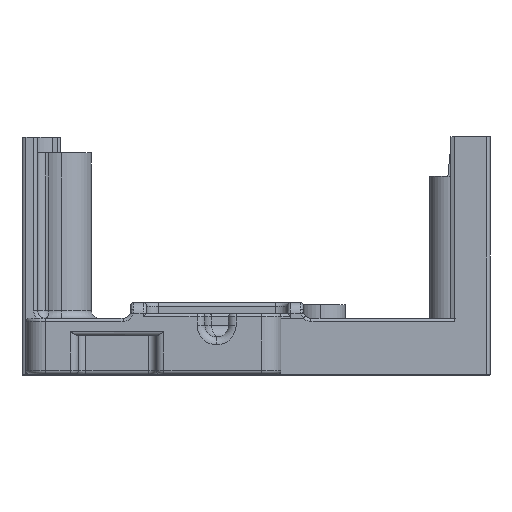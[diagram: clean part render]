
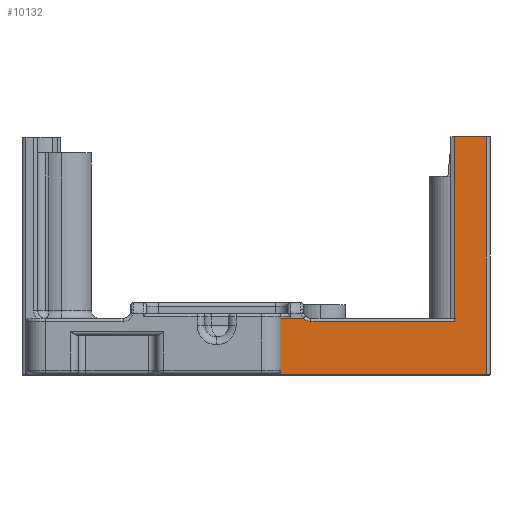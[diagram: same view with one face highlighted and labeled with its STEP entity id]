
A CAD part, top view. The second image highlights one B-rep face of the part: STEP entity #10132.
In plain terms, the highlighted planar face has unit normal (0, 0, 1).
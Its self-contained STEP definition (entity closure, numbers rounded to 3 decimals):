
#170 = DIRECTION ( 'NONE',  ( 1., 0., 0. ) ) ;
#579 = VECTOR ( 'NONE', #15922, 1000. ) ;
#892 = CARTESIAN_POINT ( 'NONE',  ( 6.05, 7.219, 36.514 ) ) ;
#1219 = LINE ( 'NONE', #17726, #579 ) ;
#1897 = VERTEX_POINT ( 'NONE', #2778 ) ;
#1903 = CARTESIAN_POINT ( 'NONE',  ( 29.5, 0., 36.514 ) ) ;
#2290 = DIRECTION ( 'NONE',  ( 1., 0., 0. ) ) ;
#2576 = CARTESIAN_POINT ( 'NONE',  ( 2.7, 0., 36.514 ) ) ;
#2671 = VECTOR ( 'NONE', #4810, 1000. ) ;
#2778 = CARTESIAN_POINT ( 'NONE',  ( 29.5, 30.5, 36.514 ) ) ;
#2925 = CARTESIAN_POINT ( 'NONE',  ( 3.2, 0.5, 36.514 ) ) ;
#3058 = B_SPLINE_CURVE_WITH_KNOTS ( 'NONE', 3,
 ( #7833, #6030, #11666, #17277, #9862, #22291, #4117, #9990, #17034, #892 ),
 .UNSPECIFIED., .F., .F.,
 ( 4, 3, 3, 4 ),
 ( 0., 0., 0., 0. ),
 .UNSPECIFIED. ) ;
#3980 = CARTESIAN_POINT ( 'NONE',  ( 3.2, 7.2, 36.514 ) ) ;
#3996 = VECTOR ( 'NONE', #20993, 1000. ) ;
#4117 = CARTESIAN_POINT ( 'NONE',  ( 6.05, 7.219, 36.514 ) ) ;
#4167 = CARTESIAN_POINT ( 'NONE',  ( 30., 30.5, 36.514 ) ) ;
#4330 = CARTESIAN_POINT ( 'NONE',  ( 6.05, 7.219, 36.514 ) ) ;
#4664 = DIRECTION ( 'NONE',  ( -1., 0., 0. ) ) ;
#4810 = DIRECTION ( 'NONE',  ( 0., 1., 0. ) ) ;
#5070 = EDGE_CURVE ( 'NONE', #18442, #5672, #14587, .T. ) ;
#5237 = EDGE_CURVE ( 'NONE', #5672, #7819, #15223, .T. ) ;
#5393 = CARTESIAN_POINT ( 'NONE',  ( 6.05, 7.22, 36.514 ) ) ;
#5403 = FACE_OUTER_BOUND ( 'NONE', #11320, .T. ) ;
#5438 = CARTESIAN_POINT ( 'NONE',  ( 3.2, 0., 36.514 ) ) ;
#5672 = VERTEX_POINT ( 'NONE', #2925 ) ;
#6030 = CARTESIAN_POINT ( 'NONE',  ( 6.05, 7.22, 36.514 ) ) ;
#6350 = DIRECTION ( 'NONE',  ( 0., 1., 0. ) ) ;
#7066 = DIRECTION ( 'NONE',  ( 0., -1., 0. ) ) ;
#7188 = ORIENTED_EDGE ( 'NONE', *, *, #14466, .T. ) ;
#7236 = EDGE_CURVE ( 'NONE', #13763, #16263, #1219, .T. ) ;
#7316 = VERTEX_POINT ( 'NONE', #5393 ) ;
#7566 = EDGE_CURVE ( 'NONE', #17055, #1897, #10599, .T. ) ;
#7819 = VERTEX_POINT ( 'NONE', #2576 ) ;
#7833 = CARTESIAN_POINT ( 'NONE',  ( 6.05, 7.22, 36.514 ) ) ;
#7947 = DIRECTION ( 'NONE',  ( -1., 0., 0. ) ) ;
#8042 = CARTESIAN_POINT ( 'NONE',  ( 3.2, 7.2, 36.514 ) ) ;
#8055 = ORIENTED_EDGE ( 'NONE', *, *, #5070, .T. ) ;
#8115 = AXIS2_PLACEMENT_3D ( 'NONE', #8655, #19755, #19646 ) ;
#8655 = CARTESIAN_POINT ( 'NONE',  ( 3.2, 7.2, 36.514 ) ) ;
#8963 = VECTOR ( 'NONE', #2290, 1000. ) ;
#9312 = DIRECTION ( 'NONE',  ( 1., 0., 0. ) ) ;
#9751 = CARTESIAN_POINT ( 'NONE',  ( 7.05, 8.2, 36.514 ) ) ;
#9862 = CARTESIAN_POINT ( 'NONE',  ( 6.05, 7.22, 36.514 ) ) ;
#9990 = CARTESIAN_POINT ( 'NONE',  ( 6.05, 7.219, 36.514 ) ) ;
#10132 = ADVANCED_FACE ( 'NONE', ( #5403 ), #21779, .F. ) ;
#10599 = LINE ( 'NONE', #14418, #17869 ) ;
#11156 = VECTOR ( 'NONE', #170, 1000. ) ;
#11170 = VERTEX_POINT ( 'NONE', #15962 ) ;
#11320 = EDGE_LOOP ( 'NONE', ( #15140, #17244, #19053, #16130, #8055, #13050, #18425, #19059, #22677, #7188, #13043 ) ) ;
#11440 = EDGE_CURVE ( 'NONE', #7316, #22404, #3058, .T. ) ;
#11666 = CARTESIAN_POINT ( 'NONE',  ( 6.05, 7.22, 36.514 ) ) ;
#12494 = LINE ( 'NONE', #5438, #11156 ) ;
#13043 = ORIENTED_EDGE ( 'NONE', *, *, #7236, .T. ) ;
#13050 = ORIENTED_EDGE ( 'NONE', *, *, #5237, .T. ) ;
#13700 = LINE ( 'NONE', #21235, #3996 ) ;
#13763 = VERTEX_POINT ( 'NONE', #14916 ) ;
#13910 = CARTESIAN_POINT ( 'NONE',  ( 6.05, 9.2, 36.514 ) ) ;
#14418 = CARTESIAN_POINT ( 'NONE',  ( 29.5, 7.2, 36.514 ) ) ;
#14466 = EDGE_CURVE ( 'NONE', #11170, #13763, #13700, .T. ) ;
#14587 = LINE ( 'NONE', #23446, #15618 ) ;
#14839 = LINE ( 'NONE', #3980, #8963 ) ;
#14916 = CARTESIAN_POINT ( 'NONE',  ( 25.5, 6.8, 36.514 ) ) ;
#15140 = ORIENTED_EDGE ( 'NONE', *, *, #23546, .T. ) ;
#15223 = CIRCLE ( 'NONE', #16748, 0.5 ) ;
#15461 = AXIS2_PLACEMENT_3D ( 'NONE', #9751, #17033, #7947 ) ;
#15618 = VECTOR ( 'NONE', #7066, 1000. ) ;
#15641 = EDGE_CURVE ( 'NONE', #18442, #19459, #14839, .T. ) ;
#15839 = CIRCLE ( 'NONE', #15461, 1.4 ) ;
#15922 = DIRECTION ( 'NONE',  ( -1., 0., 0. ) ) ;
#15962 = CARTESIAN_POINT ( 'NONE',  ( 25.5, 30.5, 36.514 ) ) ;
#16130 = ORIENTED_EDGE ( 'NONE', *, *, #15641, .F. ) ;
#16263 = VERTEX_POINT ( 'NONE', #20068 ) ;
#16748 = AXIS2_PLACEMENT_3D ( 'NONE', #19011, #23076, #4664 ) ;
#16965 = LINE ( 'NONE', #4167, #21772 ) ;
#17033 = DIRECTION ( 'NONE',  ( 0., 0., -1. ) ) ;
#17034 = CARTESIAN_POINT ( 'NONE',  ( 6.05, 7.219, 36.514 ) ) ;
#17055 = VERTEX_POINT ( 'NONE', #1903 ) ;
#17244 = ORIENTED_EDGE ( 'NONE', *, *, #11440, .T. ) ;
#17277 = CARTESIAN_POINT ( 'NONE',  ( 6.05, 7.22, 36.514 ) ) ;
#17473 = CARTESIAN_POINT ( 'NONE',  ( 6.05, 7.2, 36.514 ) ) ;
#17726 = CARTESIAN_POINT ( 'NONE',  ( 7.05, 6.8, 36.514 ) ) ;
#17869 = VECTOR ( 'NONE', #6350, 1000. ) ;
#18425 = ORIENTED_EDGE ( 'NONE', *, *, #18837, .T. ) ;
#18442 = VERTEX_POINT ( 'NONE', #8042 ) ;
#18837 = EDGE_CURVE ( 'NONE', #7819, #17055, #12494, .T. ) ;
#19011 = CARTESIAN_POINT ( 'NONE',  ( 2.7, 0.5, 36.514 ) ) ;
#19053 = ORIENTED_EDGE ( 'NONE', *, *, #19589, .F. ) ;
#19059 = ORIENTED_EDGE ( 'NONE', *, *, #7566, .T. ) ;
#19287 = LINE ( 'NONE', #13910, #2671 ) ;
#19459 = VERTEX_POINT ( 'NONE', #17473 ) ;
#19589 = EDGE_CURVE ( 'NONE', #19459, #22404, #19287, .T. ) ;
#19646 = DIRECTION ( 'NONE',  ( -1., 0., 0. ) ) ;
#19755 = DIRECTION ( 'NONE',  ( 0., 0., -1. ) ) ;
#20068 = CARTESIAN_POINT ( 'NONE',  ( 7.05, 6.8, 36.514 ) ) ;
#20993 = DIRECTION ( 'NONE',  ( 0., -1., 0. ) ) ;
#21235 = CARTESIAN_POINT ( 'NONE',  ( 25.5, 34.036, 36.514 ) ) ;
#21612 = EDGE_CURVE ( 'NONE', #11170, #1897, #16965, .T. ) ;
#21772 = VECTOR ( 'NONE', #9312, 1000. ) ;
#21779 = PLANE ( 'NONE',  #8115 ) ;
#22291 = CARTESIAN_POINT ( 'NONE',  ( 6.05, 7.219, 36.514 ) ) ;
#22404 = VERTEX_POINT ( 'NONE', #4330 ) ;
#22677 = ORIENTED_EDGE ( 'NONE', *, *, #21612, .F. ) ;
#23076 = DIRECTION ( 'NONE',  ( 0., 0., -1. ) ) ;
#23446 = CARTESIAN_POINT ( 'NONE',  ( 3.2, 7.2, 36.514 ) ) ;
#23546 = EDGE_CURVE ( 'NONE', #16263, #7316, #15839, .T. ) ;
